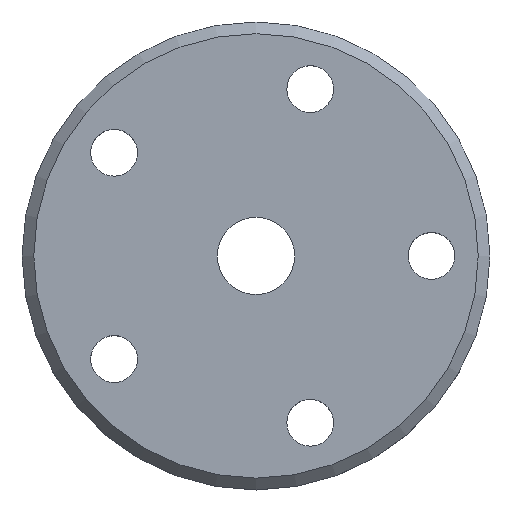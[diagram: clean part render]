
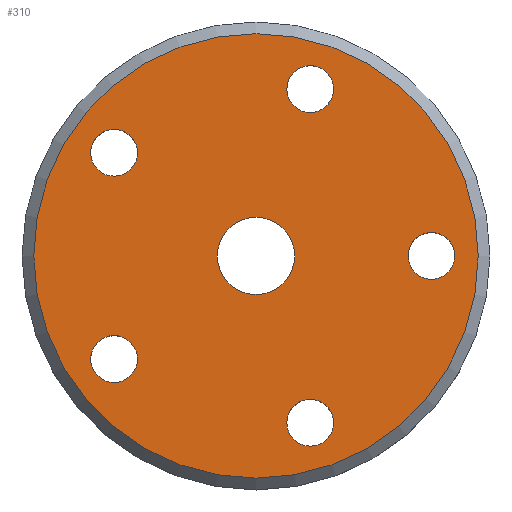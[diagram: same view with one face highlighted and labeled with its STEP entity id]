
A CAD part, top view. The second image highlights one B-rep face of the part: STEP entity #310.
In plain terms, the highlighted planar face has unit normal (0, 0, 1).
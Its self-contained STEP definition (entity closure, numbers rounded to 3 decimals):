
#22=FACE_BOUND('',#63,.T.);
#23=FACE_BOUND('',#64,.T.);
#24=FACE_BOUND('',#65,.T.);
#25=FACE_BOUND('',#66,.T.);
#26=FACE_BOUND('',#67,.T.);
#27=FACE_BOUND('',#68,.T.);
#35=PLANE('',#343);
#45=FACE_OUTER_BOUND('',#62,.T.);
#62=EDGE_LOOP('',(#230));
#63=EDGE_LOOP('',(#231));
#64=EDGE_LOOP('',(#232));
#65=EDGE_LOOP('',(#233));
#66=EDGE_LOOP('',(#234));
#67=EDGE_LOOP('',(#235));
#68=EDGE_LOOP('',(#236));
#143=CIRCLE('',#341,9.5);
#145=CIRCLE('',#344,1.);
#146=CIRCLE('',#345,1.);
#147=CIRCLE('',#346,1.);
#148=CIRCLE('',#347,1.);
#149=CIRCLE('',#348,1.65);
#150=CIRCLE('',#349,1.);
#158=VERTEX_POINT('',#466);
#160=VERTEX_POINT('',#472);
#161=VERTEX_POINT('',#474);
#162=VERTEX_POINT('',#476);
#163=VERTEX_POINT('',#478);
#164=VERTEX_POINT('',#480);
#165=VERTEX_POINT('',#482);
#185=EDGE_CURVE('',#158,#158,#143,.T.);
#188=EDGE_CURVE('',#160,#160,#145,.T.);
#189=EDGE_CURVE('',#161,#161,#146,.T.);
#190=EDGE_CURVE('',#162,#162,#147,.T.);
#191=EDGE_CURVE('',#163,#163,#148,.T.);
#192=EDGE_CURVE('',#164,#164,#149,.T.);
#193=EDGE_CURVE('',#165,#165,#150,.T.);
#230=ORIENTED_EDGE('',*,*,#185,.F.);
#231=ORIENTED_EDGE('',*,*,#188,.T.);
#232=ORIENTED_EDGE('',*,*,#189,.T.);
#233=ORIENTED_EDGE('',*,*,#190,.T.);
#234=ORIENTED_EDGE('',*,*,#191,.T.);
#235=ORIENTED_EDGE('',*,*,#192,.T.);
#236=ORIENTED_EDGE('',*,*,#193,.T.);
#310=ADVANCED_FACE('',(#45,#22,#23,#24,#25,#26,#27),#35,.T.);
#341=AXIS2_PLACEMENT_3D('',#467,#376,#377);
#343=AXIS2_PLACEMENT_3D('',#471,#381,#382);
#344=AXIS2_PLACEMENT_3D('',#473,#383,#384);
#345=AXIS2_PLACEMENT_3D('',#475,#385,#386);
#346=AXIS2_PLACEMENT_3D('',#477,#387,#388);
#347=AXIS2_PLACEMENT_3D('',#479,#389,#390);
#348=AXIS2_PLACEMENT_3D('',#481,#391,#392);
#349=AXIS2_PLACEMENT_3D('',#483,#393,#394);
#376=DIRECTION('center_axis',(0.,0.,-1.));
#377=DIRECTION('ref_axis',(1.,0.,0.));
#381=DIRECTION('center_axis',(0.,0.,1.));
#382=DIRECTION('ref_axis',(1.,0.,0.));
#383=DIRECTION('center_axis',(0.,0.,-1.));
#384=DIRECTION('ref_axis',(1.,0.,0.));
#385=DIRECTION('center_axis',(0.,0.,-1.));
#386=DIRECTION('ref_axis',(1.,0.,0.));
#387=DIRECTION('center_axis',(0.,0.,-1.));
#388=DIRECTION('ref_axis',(1.,0.,0.));
#389=DIRECTION('center_axis',(0.,0.,-1.));
#390=DIRECTION('ref_axis',(1.,0.,0.));
#391=DIRECTION('center_axis',(0.,0.,-1.));
#392=DIRECTION('ref_axis',(1.,0.,0.));
#393=DIRECTION('center_axis',(0.,0.,-1.));
#394=DIRECTION('ref_axis',(1.,0.,0.));
#466=CARTESIAN_POINT('',(-9.5,0.,28.2));
#467=CARTESIAN_POINT('Origin',(0.,0.,
28.2));
#471=CARTESIAN_POINT('Origin',(0.,0.,28.2));
#472=CARTESIAN_POINT('',(-7.068,-4.408,28.2));
#473=CARTESIAN_POINT('Origin',(-6.068,-4.408,28.2));
#474=CARTESIAN_POINT('',(-7.068,4.408,28.2));
#475=CARTESIAN_POINT('Origin',(-6.068,4.408,28.2));
#476=CARTESIAN_POINT('',(1.318,7.133,28.2));
#477=CARTESIAN_POINT('Origin',(2.318,7.133,28.2));
#478=CARTESIAN_POINT('',(6.5,0.,28.2));
#479=CARTESIAN_POINT('Origin',(7.5,0.,28.2));
#480=CARTESIAN_POINT('',(-1.65,0.,28.2));
#481=CARTESIAN_POINT('Origin',(0.,0.,
28.2));
#482=CARTESIAN_POINT('',(1.318,-7.133,28.2));
#483=CARTESIAN_POINT('Origin',(2.318,-7.133,28.2));
